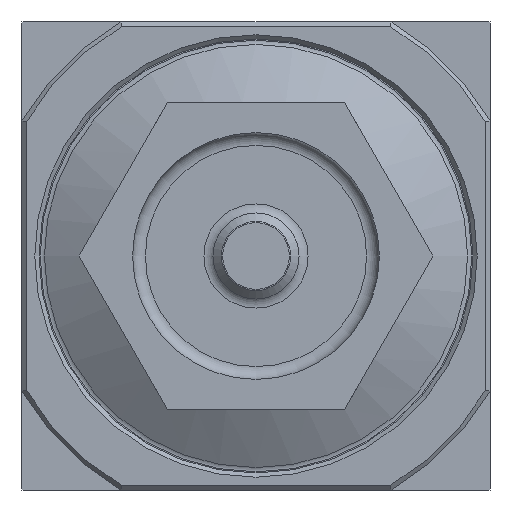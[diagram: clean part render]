
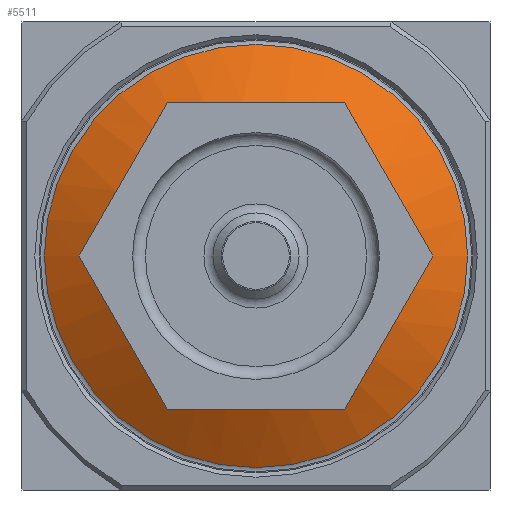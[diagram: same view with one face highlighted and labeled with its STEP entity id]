
A CAD part, front view. The second image highlights one B-rep face of the part: STEP entity #5511.
In plain terms, the highlighted conical face has half-angle 60 degrees and reference radius 24.869 mm.
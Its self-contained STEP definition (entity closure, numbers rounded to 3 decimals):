
#36=CONICAL_SURFACE('',#5931,24.869,1.047);
#731=B_SPLINE_CURVE_WITH_KNOTS('',3,(#8638,#8639,#8640,#8641,#8642,#8643,
#8644),.UNSPECIFIED.,.F.,.F.,(4,1,1,1,4),(0.,0.005,
0.01,0.016,0.021),.UNSPECIFIED.);
#732=B_SPLINE_CURVE_WITH_KNOTS('',3,(#8647,#8648,#8649,#8650,#8651,#8652,
#8653),.UNSPECIFIED.,.F.,.F.,(4,1,1,1,4),(0.023,0.028,
0.034,0.039,0.044),.UNSPECIFIED.);
#733=B_SPLINE_CURVE_WITH_KNOTS('',3,(#8655,#8656,#8657,#8658,#8659,#8660,
#8661),.UNSPECIFIED.,.F.,.F.,(4,1,1,1,4),(0.,0.005,
0.01,0.016,0.021),.UNSPECIFIED.);
#734=B_SPLINE_CURVE_WITH_KNOTS('',3,(#8663,#8664,#8665,#8666,#8667,#8668,
#8669),.UNSPECIFIED.,.F.,.F.,(4,1,1,1,4),(0.,0.005,
0.01,0.016,0.021),.UNSPECIFIED.);
#735=B_SPLINE_CURVE_WITH_KNOTS('',3,(#8671,#8672,#8673,#8674,#8675,#8676,
#8677),.UNSPECIFIED.,.F.,.F.,(4,1,1,1,4),(0.023,0.028,
0.034,0.039,0.044),.UNSPECIFIED.);
#736=B_SPLINE_CURVE_WITH_KNOTS('',3,(#8679,#8680,#8681,#8682,#8683,#8684,
#8685),.UNSPECIFIED.,.F.,.F.,(4,1,1,1,4),(0.,0.005,
0.01,0.016,0.021),.UNSPECIFIED.);
#1326=ORIENTED_EDGE('',*,*,#2305,.F.);
#1327=ORIENTED_EDGE('',*,*,#2306,.F.);
#1328=ORIENTED_EDGE('',*,*,#2307,.F.);
#1329=ORIENTED_EDGE('',*,*,#2308,.F.);
#1330=ORIENTED_EDGE('',*,*,#2309,.F.);
#1331=ORIENTED_EDGE('',*,*,#2310,.F.);
#1332=ORIENTED_EDGE('',*,*,#2311,.T.);
#2305=EDGE_CURVE('',#2770,#2771,#731,.T.);
#2306=EDGE_CURVE('',#2772,#2770,#732,.T.);
#2307=EDGE_CURVE('',#2773,#2772,#733,.T.);
#2308=EDGE_CURVE('',#2774,#2773,#734,.T.);
#2309=EDGE_CURVE('',#2775,#2774,#735,.T.);
#2310=EDGE_CURVE('',#2771,#2775,#736,.T.);
#2311=EDGE_CURVE('',#2776,#2776,#3045,.T.);
#2770=VERTEX_POINT('',#8645);
#2771=VERTEX_POINT('',#8646);
#2772=VERTEX_POINT('',#8654);
#2773=VERTEX_POINT('',#8662);
#2774=VERTEX_POINT('',#8670);
#2775=VERTEX_POINT('',#8678);
#2776=VERTEX_POINT('',#8687);
#3045=CIRCLE('',#5932,24.869);
#3255=EDGE_LOOP('',(#1326,#1327,#1328,#1329,#1330,#1331));
#3256=EDGE_LOOP('',(#1332));
#3579=FACE_BOUND('',#3255,.T.);
#3580=FACE_BOUND('',#3256,.T.);
#5511=ADVANCED_FACE('',(#3579,#3580),#36,.T.);
#5931=AXIS2_PLACEMENT_3D('',#8637,#6806,#6807);
#5932=AXIS2_PLACEMENT_3D('',#8686,#6808,#6809);
#6806=DIRECTION('',(0.,1.,0.));
#6807=DIRECTION('',(0.,0.,1.));
#6808=DIRECTION('',(0.,-1.,0.));
#6809=DIRECTION('',(0.,0.,-1.));
#8637=CARTESIAN_POINT('',(0.,-27.134,0.));
#8638=CARTESIAN_POINT('',(18.,-29.492,10.392));
#8639=CARTESIAN_POINT('',(16.53,-29.982,11.241));
#8640=CARTESIAN_POINT('',(13.573,-30.79,12.948));
#8641=CARTESIAN_POINT('',(9.025,-31.254,15.574));
#8642=CARTESIAN_POINT('',(4.431,-30.794,18.227));
#8643=CARTESIAN_POINT('',(1.471,-29.983,19.935));
#8644=CARTESIAN_POINT('',(0.,-29.492,20.785));
#8645=CARTESIAN_POINT('',(18.,-29.492,10.392));
#8646=CARTESIAN_POINT('',(0.,-29.492,20.785));
#8647=CARTESIAN_POINT('',(18.,-29.492,-10.392));
#8648=CARTESIAN_POINT('',(18.,-29.981,-8.7));
#8649=CARTESIAN_POINT('',(18.,-30.789,-5.294));
#8650=CARTESIAN_POINT('',(18.,-31.255,-0.001));
#8651=CARTESIAN_POINT('',(18.,-30.789,5.295));
#8652=CARTESIAN_POINT('',(18.,-29.981,8.701));
#8653=CARTESIAN_POINT('',(18.,-29.492,10.392));
#8654=CARTESIAN_POINT('',(18.,-29.492,-10.392));
#8655=CARTESIAN_POINT('',(0.,-29.492,-20.785));
#8656=CARTESIAN_POINT('',(1.47,-29.982,-19.936));
#8657=CARTESIAN_POINT('',(4.427,-30.79,-18.229));
#8658=CARTESIAN_POINT('',(8.975,-31.254,-15.603));
#8659=CARTESIAN_POINT('',(13.569,-30.794,-12.95));
#8660=CARTESIAN_POINT('',(16.529,-29.983,-11.242));
#8661=CARTESIAN_POINT('',(18.,-29.492,-10.392));
#8662=CARTESIAN_POINT('',(0.,-29.492,-20.785));
#8663=CARTESIAN_POINT('',(-18.,-29.492,-10.392));
#8664=CARTESIAN_POINT('',(-16.53,-29.982,-11.241));
#8665=CARTESIAN_POINT('',(-13.573,-30.79,-12.948));
#8666=CARTESIAN_POINT('',(-9.025,-31.254,-15.574));
#8667=CARTESIAN_POINT('',(-4.431,-30.794,-18.227));
#8668=CARTESIAN_POINT('',(-1.471,-29.983,-19.935));
#8669=CARTESIAN_POINT('',(0.,-29.492,-20.785));
#8670=CARTESIAN_POINT('',(-18.,-29.492,-10.392));
#8671=CARTESIAN_POINT('',(-18.,-29.492,10.392));
#8672=CARTESIAN_POINT('',(-18.,-29.981,8.7));
#8673=CARTESIAN_POINT('',(-18.,-30.789,5.294));
#8674=CARTESIAN_POINT('',(-18.,-31.255,0.001));
#8675=CARTESIAN_POINT('',(-18.,-30.789,-5.295));
#8676=CARTESIAN_POINT('',(-18.,-29.981,-8.701));
#8677=CARTESIAN_POINT('',(-18.,-29.492,-10.392));
#8678=CARTESIAN_POINT('',(-18.,-29.492,10.392));
#8679=CARTESIAN_POINT('',(0.,-29.492,20.785));
#8680=CARTESIAN_POINT('',(-1.47,-29.982,19.936));
#8681=CARTESIAN_POINT('',(-4.427,-30.79,18.229));
#8682=CARTESIAN_POINT('',(-8.975,-31.254,15.603));
#8683=CARTESIAN_POINT('',(-13.569,-30.794,12.95));
#8684=CARTESIAN_POINT('',(-16.529,-29.983,11.242));
#8685=CARTESIAN_POINT('',(-18.,-29.492,10.392));
#8686=CARTESIAN_POINT('',(0.,-27.134,0.));
#8687=CARTESIAN_POINT('',(0.,-27.134,-24.869));
